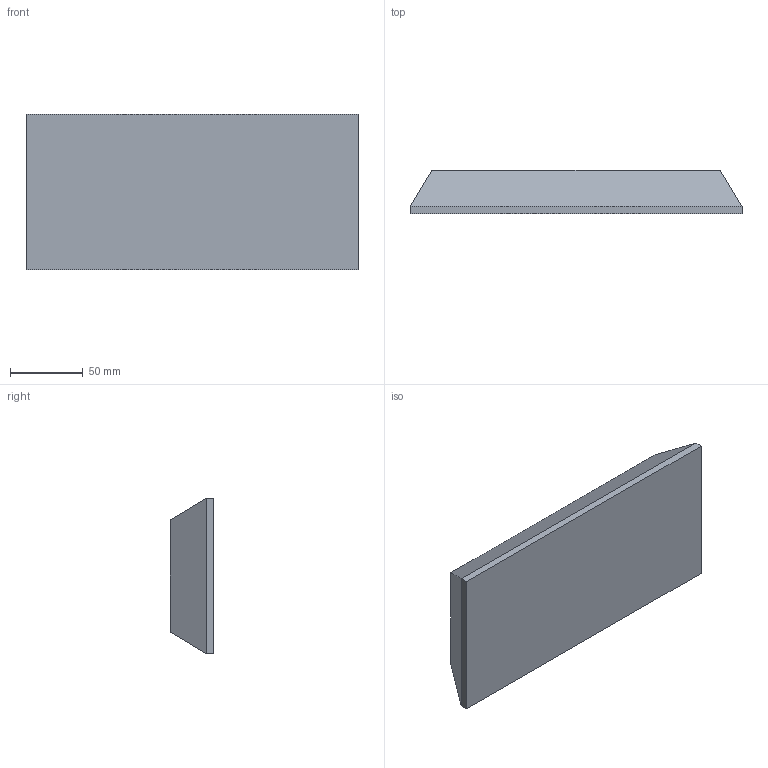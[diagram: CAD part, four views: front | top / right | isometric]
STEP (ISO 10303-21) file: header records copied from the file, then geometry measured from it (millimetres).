
FILE_DESCRIPTION (( 'STEP AP203' ), '1' );
FILE_NAME ('20220805_NAS/2D/STP/NAS_FOOT.STEP', '2022-08-13T11:33:21', ( '' ), ( '' ), 'SwSTEP 2.0', 'SolidWorks 2020', '' );
FILE_SCHEMA (( 'CONFIG_CONTROL_DESIGN' ));
Length unit declared in the file: millimetre
Products named in the file (1): 20220805_NAS/2D/STP/NAS_FOOT
Bounding box: 228 x 30 x 107 mm (x, y, z)
Volume: 296734.4 mm3; surface area: 74340.1 mm2
Topology: 1 solids, 1 shells, 21 faces, 50 edges, 32 vertices
Faces by surface type: plane 15, cylinder 6
Entity records: 681 total; most frequent: DIRECTION 106, CARTESIAN_POINT 104, ORIENTED_EDGE 100, EDGE_CURVE 50, VECTOR 38, LINE 38, AXIS2_PLACEMENT_3D 34, VERTEX_POINT 32
